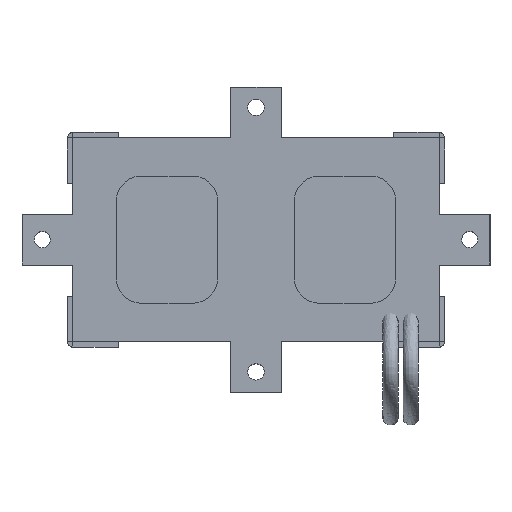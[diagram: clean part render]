
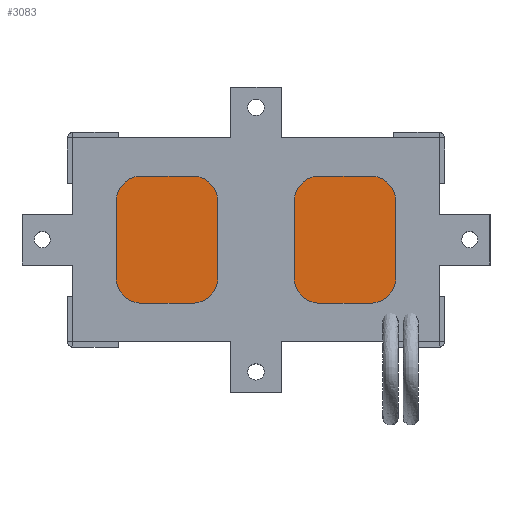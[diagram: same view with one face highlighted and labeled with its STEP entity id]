
A CAD part, top view. The second image highlights one B-rep face of the part: STEP entity #3083.
In plain terms, the highlighted planar face has unit normal (0, 0, 1).
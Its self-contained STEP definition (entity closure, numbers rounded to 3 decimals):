
#87=B_SPLINE_CURVE_WITH_KNOTS('',3,(#5340,#5341,#5342,#5343,#5344,#5345,
#5346,#5347,#5348,#5349,#5350),.UNSPECIFIED.,.T.,.F.,(4,1,1,1,1,1,1,1,4),
(-6.283,-5.386,-4.712,-4.488,
-3.59,-2.693,-1.795,-0.898,
0.),.UNSPECIFIED.);
#89=B_SPLINE_CURVE_WITH_KNOTS('',3,(#5523,#5524,#5525,#5526,#5527,#5528,
#5529,#5530,#5531,#5532,#5533),.UNSPECIFIED.,.T.,.F.,(4,1,1,1,1,1,1,1,4),
(-6.283,-5.386,-4.712,-4.488,
-3.59,-2.693,-1.795,-0.898,
0.),.UNSPECIFIED.);
#177=FACE_BOUND('',#652,.T.);
#178=FACE_BOUND('',#653,.T.);
#283=PLANE('',#3488);
#439=FACE_OUTER_BOUND('',#651,.T.);
#651=EDGE_LOOP('',(#2871,#2872,#2873,#2874));
#652=EDGE_LOOP('',(#2875));
#653=EDGE_LOOP('',(#2876));
#955=LINE('',#5558,#1265);
#958=LINE('',#5564,#1268);
#961=LINE('',#5570,#1271);
#964=LINE('',#5574,#1274);
#1265=VECTOR('',#4319,10.);
#1268=VECTOR('',#4324,10.);
#1271=VECTOR('',#4329,10.);
#1274=VECTOR('',#4334,10.);
#1633=VERTEX_POINT('',#5339);
#1635=VERTEX_POINT('',#5522);
#1639=VERTEX_POINT('',#5555);
#1640=VERTEX_POINT('',#5557);
#1642=VERTEX_POINT('',#5563);
#1644=VERTEX_POINT('',#5569);
#2039=EDGE_CURVE('',#1633,#1633,#87,.T.);
#2042=EDGE_CURVE('',#1635,#1635,#89,.T.);
#2047=EDGE_CURVE('',#1640,#1639,#955,.T.);
#2050=EDGE_CURVE('',#1642,#1640,#958,.T.);
#2053=EDGE_CURVE('',#1644,#1642,#961,.T.);
#2056=EDGE_CURVE('',#1639,#1644,#964,.T.);
#2871=ORIENTED_EDGE('',*,*,#2056,.T.);
#2872=ORIENTED_EDGE('',*,*,#2053,.T.);
#2873=ORIENTED_EDGE('',*,*,#2050,.T.);
#2874=ORIENTED_EDGE('',*,*,#2047,.T.);
#2875=ORIENTED_EDGE('',*,*,#2039,.T.);
#2876=ORIENTED_EDGE('',*,*,#2042,.T.);
#3083=ADVANCED_FACE('',(#439,#177,#178),#283,.T.);
#3488=AXIS2_PLACEMENT_3D('',#5575,#4335,#4336);
#4319=DIRECTION('',(0.,-1.,0.));
#4324=DIRECTION('',(-1.,0.,0.));
#4329=DIRECTION('',(0.,1.,0.));
#4334=DIRECTION('',(1.,0.,0.));
#4335=DIRECTION('center_axis',(0.,0.,1.));
#4336=DIRECTION('ref_axis',(1.,0.,0.));
#5339=CARTESIAN_POINT('',(31.944,-15.308,20.));
#5340=CARTESIAN_POINT('Ctrl Pts',(31.944,-15.308,20.));
#5341=CARTESIAN_POINT('Ctrl Pts',(31.944,-15.756,20.));
#5342=CARTESIAN_POINT('Ctrl Pts',(31.567,-16.537,20.));
#5343=CARTESIAN_POINT('Ctrl Pts',(30.669,-16.846,20.));
#5344=CARTESIAN_POINT('Ctrl Pts',(29.77,-16.747,20.));
#5345=CARTESIAN_POINT('Ctrl Pts',(28.899,-16.054,20.));
#5346=CARTESIAN_POINT('Ctrl Pts',(28.895,-14.561,20.));
#5347=CARTESIAN_POINT('Ctrl Pts',(30.063,-13.636,20.));
#5348=CARTESIAN_POINT('Ctrl Pts',(31.515,-13.964,20.));
#5349=CARTESIAN_POINT('Ctrl Pts',(31.944,-14.859,20.));
#5350=CARTESIAN_POINT('Ctrl Pts',(31.944,-15.308,20.));
#5522=CARTESIAN_POINT('',(27.944,-15.308,20.));
#5523=CARTESIAN_POINT('Ctrl Pts',(27.944,-15.308,20.));
#5524=CARTESIAN_POINT('Ctrl Pts',(27.944,-15.756,20.));
#5525=CARTESIAN_POINT('Ctrl Pts',(27.567,-16.537,20.));
#5526=CARTESIAN_POINT('Ctrl Pts',(26.669,-16.846,20.));
#5527=CARTESIAN_POINT('Ctrl Pts',(25.77,-16.747,20.));
#5528=CARTESIAN_POINT('Ctrl Pts',(24.899,-16.054,20.));
#5529=CARTESIAN_POINT('Ctrl Pts',(24.895,-14.561,20.));
#5530=CARTESIAN_POINT('Ctrl Pts',(26.063,-13.636,20.));
#5531=CARTESIAN_POINT('Ctrl Pts',(27.515,-13.964,20.));
#5532=CARTESIAN_POINT('Ctrl Pts',(27.944,-14.859,20.));
#5533=CARTESIAN_POINT('Ctrl Pts',(27.944,-15.308,20.));
#5555=CARTESIAN_POINT('',(-35.,-19.,20.));
#5557=CARTESIAN_POINT('',(-35.,19.,20.));
#5558=CARTESIAN_POINT('',(-35.,19.,20.));
#5563=CARTESIAN_POINT('',(35.,19.,20.));
#5564=CARTESIAN_POINT('',(35.,19.,20.));
#5569=CARTESIAN_POINT('',(35.,-19.,20.));
#5570=CARTESIAN_POINT('',(35.,-19.,20.));
#5574=CARTESIAN_POINT('',(-35.,-19.,20.));
#5575=CARTESIAN_POINT('Origin',(0.,0.,20.));
